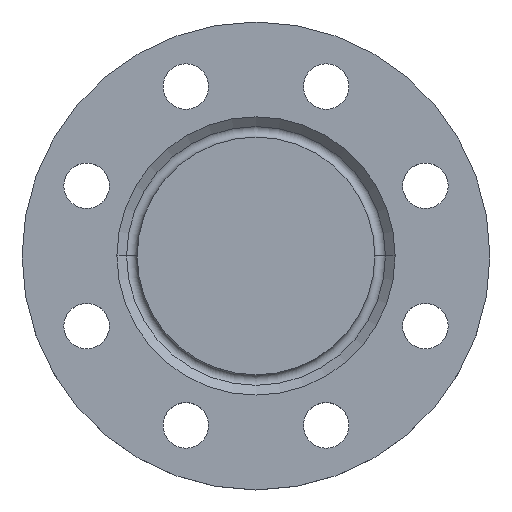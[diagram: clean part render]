
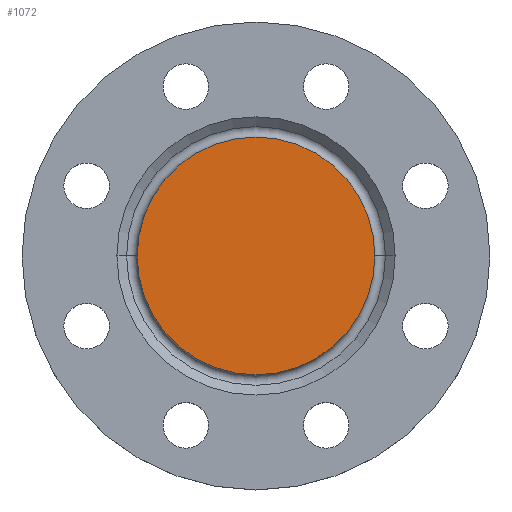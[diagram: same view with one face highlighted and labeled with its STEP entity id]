
A CAD part, top view. The second image highlights one B-rep face of the part: STEP entity #1072.
In plain terms, the highlighted planar face has unit normal (0, 0, 1).
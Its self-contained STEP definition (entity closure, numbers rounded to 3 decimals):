
#3 = AXIS2_PLACEMENT_3D ( 'NONE', #908, #108, #467 ) ;
#5 = EDGE_LOOP ( 'NONE', ( #964, #1094 ) ) ;
#108 = DIRECTION ( 'NONE',  ( 0., 0., 1. ) ) ;
#127 = DIRECTION ( 'NONE',  ( -1., 0., 0. ) ) ;
#194 = FACE_OUTER_BOUND ( 'NONE', #5, .T. ) ;
#307 = CARTESIAN_POINT ( 'NONE',  ( 0., 0., 0. ) ) ;
#366 = CARTESIAN_POINT ( 'NONE',  ( 47., 0., 0. ) ) ;
#374 = EDGE_CURVE ( 'NONE', #834, #856, #468, .T. ) ;
#467 = DIRECTION ( 'NONE',  ( 1., 0., 0. ) ) ;
#468 = CIRCLE ( 'NONE', #820, 47. ) ;
#540 = AXIS2_PLACEMENT_3D ( 'NONE', #570, #929, #127 ) ;
#555 = PLANE ( 'NONE',  #3 ) ;
#570 = CARTESIAN_POINT ( 'NONE',  ( 0., 0., 0. ) ) ;
#577 = DIRECTION ( 'NONE',  ( 0., 0., -1. ) ) ;
#820 = AXIS2_PLACEMENT_3D ( 'NONE', #307, #577, #935 ) ;
#834 = VERTEX_POINT ( 'NONE', #366 ) ;
#856 = VERTEX_POINT ( 'NONE', #1069 ) ;
#908 = CARTESIAN_POINT ( 'NONE',  ( 0., 0., 0. ) ) ;
#929 = DIRECTION ( 'NONE',  ( 0., 0., -1. ) ) ;
#935 = DIRECTION ( 'NONE',  ( -1., 0., 0. ) ) ;
#948 = EDGE_CURVE ( 'NONE', #856, #834, #1048, .T. ) ;
#964 = ORIENTED_EDGE ( 'NONE', *, *, #948, .F. ) ;
#1048 = CIRCLE ( 'NONE', #540, 47. ) ;
#1069 = CARTESIAN_POINT ( 'NONE',  ( -47., 0., 0. ) ) ;
#1072 = ADVANCED_FACE ( 'NONE', ( #194 ), #555, .T. ) ;
#1094 = ORIENTED_EDGE ( 'NONE', *, *, #374, .F. ) ;
